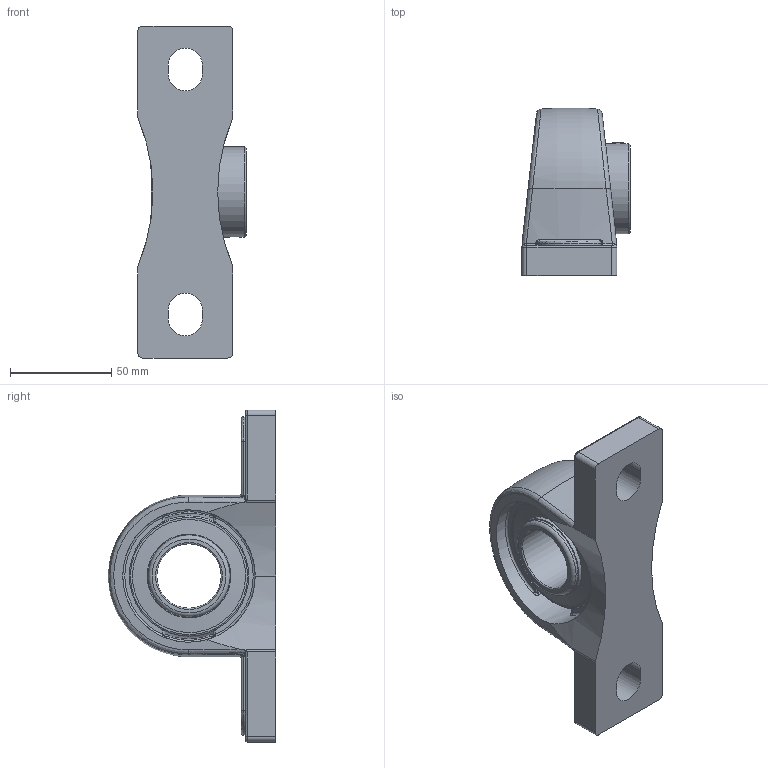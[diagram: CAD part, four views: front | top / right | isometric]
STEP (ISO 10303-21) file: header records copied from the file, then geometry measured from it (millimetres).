
FILE_DESCRIPTION(('HOOPS Exchange Step'),'2;1');
FILE_NAME('export-18A93693-75B7-4D0D-A049-2CF0D0780A17.stp','2020-05-21T09:59:52-07:00',('dkerr'),('Alibre'),'HOOPS Exchange 2020.0','Alibre','Unknown authorisation');
FILE_SCHEMA( ('AP242_MANAGED_MODEL_BASED_3D_ENGINEERING_MIM_LF {1 0 10303 442 1 1 4 }') );
Length unit declared in the file: inch
Products named in the file (8): MRN SPM 206 L4L; SNC 206 (Ball Bearing); SNC 206 (Setscrew); SNC 206 (Shield); SNC 206-20 (Collar); SNC 206-20 L4L (1.250inch) (Race); MRN SNC 206-20 L4L (1.250inch); MRN SNCSPM 206-20 L4L (1.250inch)
Assembly tree (8 placements, depth 3):
  MRN SNCSPM 206-20 L4L (1.250inch)
    MRN SPM 206 L4L
    MRN SNC 206-20 L4L (1.250inch)
      SNC 206 (Ball Bearing)
      SNC 206 (Setscrew)
      SNC 206 (Shield)  x2
      SNC 206-20 (Collar)
      SNC 206-20 L4L (1.250inch) (Race)
Bounding box: 53.6 x 82.83 x 164 mm (x, y, z)
Volume: 199992 mm3; surface area: 66108.8 mm2
Topology: 16 solids, 16 shells, 196 faces, 526 edges, 339 vertices
Faces by surface type: cylinder 67, plane 52, torus 29, bspline 22, sphere 16, cone 10
Full cylindrical faces by diameter (mm): 5.359 x2, 5.36 x1, 31.75 x2, 37.643 x2, 40.322 x4, 41.338 x2, 44.501 x1, 51.397 x2, 55.88 x2, 65.428 x2, 70.213 x1
Entity records: 13608 total; most frequent: CARTESIAN_POINT 8737, DIRECTION 1011, ORIENTED_EDGE 958, EDGE_CURVE 479, AXIS2_PLACEMENT_3D 433, VERTEX_POINT 325, CIRCLE 226, EDGE_LOOP 210
